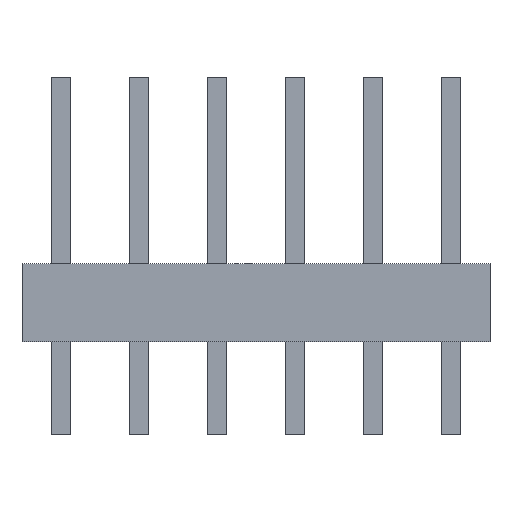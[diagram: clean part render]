
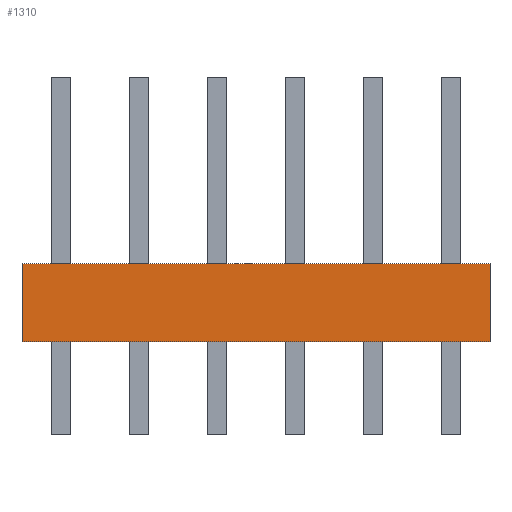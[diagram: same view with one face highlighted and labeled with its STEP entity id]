
A CAD part, front view. The second image highlights one B-rep face of the part: STEP entity #1310.
In plain terms, the highlighted planar face has unit normal (0, -1, 0).
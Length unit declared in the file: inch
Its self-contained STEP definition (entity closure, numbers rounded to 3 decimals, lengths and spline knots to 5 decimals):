
#83 = VERTEX_POINT ( 'NONE', #942 ) ;
#160 = ORIENTED_EDGE ( 'NONE', *, *, #685, .T. ) ;
#183 = VECTOR ( 'NONE', #1363, 39.37008 ) ;
#240 = ORIENTED_EDGE ( 'NONE', *, *, #1250, .F. ) ;
#251 = LINE ( 'NONE', #273, #377 ) ;
#260 = VECTOR ( 'NONE', #1040, 39.37008 ) ;
#273 = CARTESIAN_POINT ( 'NONE',  ( -0.3, -0.05, 0. ) ) ;
#377 = VECTOR ( 'NONE', #1787, 39.37008 ) ;
#389 = DIRECTION ( 'NONE',  ( 0., -1., 0. ) ) ;
#394 = VERTEX_POINT ( 'NONE', #424 ) ;
#424 = CARTESIAN_POINT ( 'NONE',  ( -0.3, -0.05, 0. ) ) ;
#428 = VERTEX_POINT ( 'NONE', #1022 ) ;
#458 = LINE ( 'NONE', #1064, #183 ) ;
#470 = VERTEX_POINT ( 'NONE', #1782 ) ;
#547 = CARTESIAN_POINT ( 'NONE',  ( -0.3, -0.05, 0. ) ) ;
#565 = ORIENTED_EDGE ( 'NONE', *, *, #1780, .F. ) ;
#570 = AXIS2_PLACEMENT_3D ( 'NONE', #547, #389, #1729 ) ;
#644 = VECTOR ( 'NONE', #1947, 39.37008 ) ;
#677 = PLANE ( 'NONE',  #570 ) ;
#685 = EDGE_CURVE ( 'NONE', #83, #470, #1078, .T. ) ;
#743 = CARTESIAN_POINT ( 'NONE',  ( -0.3, -0.05, 0. ) ) ;
#791 = ORIENTED_EDGE ( 'NONE', *, *, #1837, .T. ) ;
#942 = CARTESIAN_POINT ( 'NONE',  ( 0.3, -0.05, 0. ) ) ;
#1022 = CARTESIAN_POINT ( 'NONE',  ( -0.3, -0.05, 0.1 ) ) ;
#1029 = LINE ( 'NONE', #743, #644 ) ;
#1040 = DIRECTION ( 'NONE',  ( 0., 0., 1. ) ) ;
#1064 = CARTESIAN_POINT ( 'NONE',  ( -0.3, -0.05, 0.1 ) ) ;
#1078 = LINE ( 'NONE', #1938, #260 ) ;
#1151 = FACE_OUTER_BOUND ( 'NONE', #1177, .T. ) ;
#1177 = EDGE_LOOP ( 'NONE', ( #791, #160, #240, #565 ) ) ;
#1250 = EDGE_CURVE ( 'NONE', #428, #470, #458, .T. ) ;
#1310 = ADVANCED_FACE ( 'NONE', ( #1151 ), #677, .T. ) ;
#1363 = DIRECTION ( 'NONE',  ( 1., 0., 0. ) ) ;
#1729 = DIRECTION ( 'NONE',  ( 0., 0., -1. ) ) ;
#1780 = EDGE_CURVE ( 'NONE', #394, #428, #251, .T. ) ;
#1782 = CARTESIAN_POINT ( 'NONE',  ( 0.3, -0.05, 0.1 ) ) ;
#1787 = DIRECTION ( 'NONE',  ( 0., 0., 1. ) ) ;
#1837 = EDGE_CURVE ( 'NONE', #394, #83, #1029, .T. ) ;
#1938 = CARTESIAN_POINT ( 'NONE',  ( 0.3, -0.05, 0. ) ) ;
#1947 = DIRECTION ( 'NONE',  ( 1., 0., 0. ) ) ;
